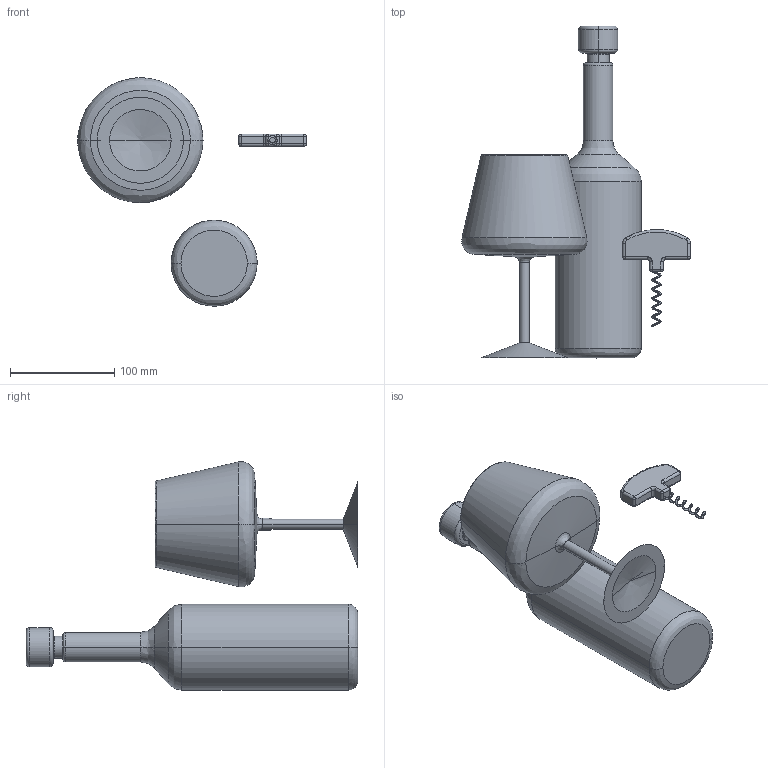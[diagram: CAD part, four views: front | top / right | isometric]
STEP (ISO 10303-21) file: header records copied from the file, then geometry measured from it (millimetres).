
FILE_DESCRIPTION(('FreeCAD Model'),'2;1');
FILE_NAME('Open CASCADE Shape Model','2025-05-04T08:40:19',('FreeCAD'),( 'FreeCAD'),'Open CASCADE STEP processor 7.6','FreeCAD','Unknown');
FILE_SCHEMA(('AUTOMOTIVE_DESIGN { 1 0 10303 214 1 1 1 1 }'));
Length unit declared in the file: millimetre
Products named in the file (1): Open CASCADE STEP translator 7.6 1
Bounding box: 219.49 x 318.63 x 219.26 mm (x, y, z)
Volume: 385550.4 mm3; surface area: 230084.9 mm2
Topology: 3 solids, 4 shells, 130 faces, 273 edges, 142 vertices
Faces by surface type: bspline 130
Entity records: 5277 total; most frequent: CARTESIAN_POINT 3831, ORIENTED_EDGE 522, EDGE_CURVE 261, VERTEX_POINT 142, FACE_BOUND 133, EDGE_LOOP 133, ADVANCED_FACE 130, B_SPLINE_CURVE_WITH_KNOTS 85
